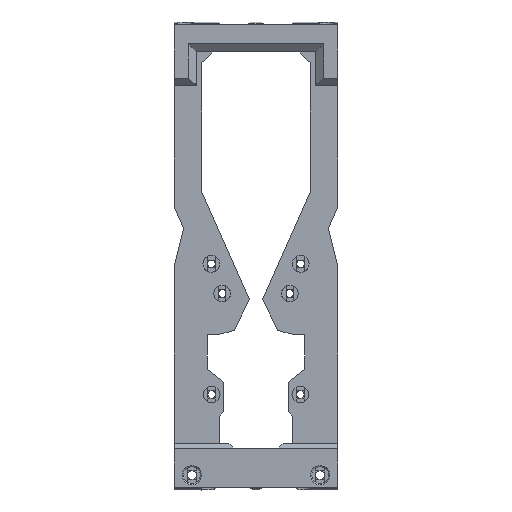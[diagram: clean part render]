
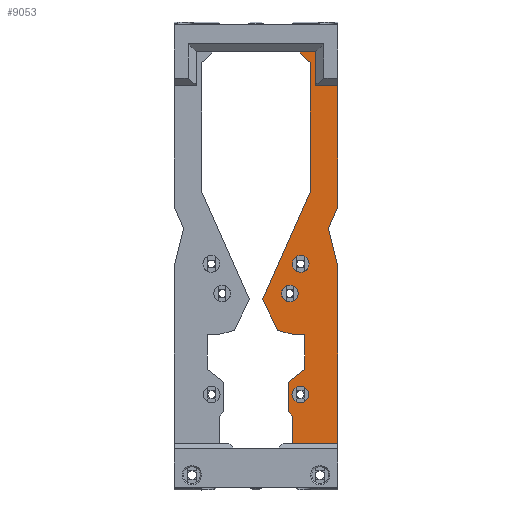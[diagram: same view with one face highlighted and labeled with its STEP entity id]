
A CAD part, front view. The second image highlights one B-rep face of the part: STEP entity #9053.
In plain terms, the highlighted face is planar.
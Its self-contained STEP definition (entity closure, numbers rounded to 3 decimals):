
#466=FACE_BOUND('',#1529,.T.);
#467=FACE_BOUND('',#1530,.T.);
#468=FACE_BOUND('',#1531,.T.);
#571=PLANE('',#9702);
#991=FACE_OUTER_BOUND('',#1528,.T.);
#1528=EDGE_LOOP('',(#6480,#6481,#6482,#6483,#6484,#6485,#6486,#6487,#6488,
#6489,#6490,#6491,#6492,#6493,#6494,#6495,#6496,#6497,#6498));
#1529=EDGE_LOOP('',(#6499));
#1530=EDGE_LOOP('',(#6500));
#1531=EDGE_LOOP('',(#6501));
#2076=LINE('',#13144,#2852);
#2122=LINE('',#13271,#2898);
#2125=LINE('',#13276,#2901);
#2127=LINE('',#13280,#2903);
#2129=LINE('',#13284,#2905);
#2162=LINE('',#13374,#2938);
#2164=LINE('',#13378,#2940);
#2169=LINE('',#13390,#2945);
#2170=LINE('',#13392,#2946);
#2171=LINE('',#13394,#2947);
#2172=LINE('',#13396,#2948);
#2173=LINE('',#13397,#2949);
#2174=LINE('',#13399,#2950);
#2175=LINE('',#13401,#2951);
#2176=LINE('',#13403,#2952);
#2177=LINE('',#13404,#2953);
#2178=LINE('',#13406,#2954);
#2179=LINE('',#13408,#2955);
#2180=LINE('',#13409,#2956);
#2852=VECTOR('',#10583,10.);
#2898=VECTOR('',#10709,10.);
#2901=VECTOR('',#10714,10.);
#2903=VECTOR('',#10718,10.);
#2905=VECTOR('',#10722,10.);
#2938=VECTOR('',#10797,10.);
#2940=VECTOR('',#10801,10.);
#2945=VECTOR('',#10810,10.);
#2946=VECTOR('',#10811,10.);
#2947=VECTOR('',#10812,10.);
#2948=VECTOR('',#10813,10.);
#2949=VECTOR('',#10814,10.);
#2950=VECTOR('',#10815,10.);
#2951=VECTOR('',#10816,10.);
#2952=VECTOR('',#10817,10.);
#2953=VECTOR('',#10818,10.);
#2954=VECTOR('',#10819,10.);
#2955=VECTOR('',#10820,10.);
#2956=VECTOR('',#10821,10.);
#3638=CIRCLE('',#9668,3.1);
#3650=CIRCLE('',#9703,3.1);
#3651=CIRCLE('',#9704,3.1);
#3971=VERTEX_POINT('',#13140);
#3973=VERTEX_POINT('',#13143);
#4001=VERTEX_POINT('',#13233);
#4013=VERTEX_POINT('',#13268);
#4014=VERTEX_POINT('',#13270);
#4015=VERTEX_POINT('',#13274);
#4016=VERTEX_POINT('',#13278);
#4017=VERTEX_POINT('',#13282);
#4052=VERTEX_POINT('',#13371);
#4053=VERTEX_POINT('',#13373);
#4054=VERTEX_POINT('',#13377);
#4059=VERTEX_POINT('',#13389);
#4060=VERTEX_POINT('',#13391);
#4061=VERTEX_POINT('',#13393);
#4062=VERTEX_POINT('',#13395);
#4063=VERTEX_POINT('',#13398);
#4064=VERTEX_POINT('',#13400);
#4065=VERTEX_POINT('',#13402);
#4066=VERTEX_POINT('',#13405);
#4067=VERTEX_POINT('',#13407);
#4068=VERTEX_POINT('',#13410);
#4069=VERTEX_POINT('',#13412);
#4875=EDGE_CURVE('',#3973,#3971,#2076,.F.);
#4919=EDGE_CURVE('',#4001,#4001,#3638,.T.);
#4937=EDGE_CURVE('',#4014,#4013,#2122,.T.);
#4940=EDGE_CURVE('',#4013,#4015,#2125,.F.);
#4942=EDGE_CURVE('',#4015,#4016,#2127,.T.);
#4944=EDGE_CURVE('',#4016,#4017,#2129,.T.);
#4986=EDGE_CURVE('',#4053,#4052,#2162,.T.);
#4988=EDGE_CURVE('',#4054,#4053,#2164,.F.);
#4994=EDGE_CURVE('',#4017,#4059,#2169,.F.);
#4995=EDGE_CURVE('',#4060,#4059,#2170,.F.);
#4996=EDGE_CURVE('',#4061,#4060,#2171,.T.);
#4997=EDGE_CURVE('',#4062,#4061,#2172,.F.);
#4998=EDGE_CURVE('',#4062,#3973,#2173,.T.);
#4999=EDGE_CURVE('',#3971,#4063,#2174,.F.);
#5000=EDGE_CURVE('',#4063,#4064,#2175,.F.);
#5001=EDGE_CURVE('',#4064,#4065,#2176,.F.);
#5002=EDGE_CURVE('',#4054,#4065,#2177,.T.);
#5003=EDGE_CURVE('',#4052,#4066,#2178,.F.);
#5004=EDGE_CURVE('',#4066,#4067,#2179,.T.);
#5005=EDGE_CURVE('',#4067,#4014,#2180,.F.);
#5006=EDGE_CURVE('',#4068,#4068,#3650,.T.);
#5007=EDGE_CURVE('',#4069,#4069,#3651,.T.);
#6480=ORIENTED_EDGE('',*,*,#4940,.T.);
#6481=ORIENTED_EDGE('',*,*,#4942,.T.);
#6482=ORIENTED_EDGE('',*,*,#4944,.T.);
#6483=ORIENTED_EDGE('',*,*,#4994,.T.);
#6484=ORIENTED_EDGE('',*,*,#4995,.F.);
#6485=ORIENTED_EDGE('',*,*,#4996,.F.);
#6486=ORIENTED_EDGE('',*,*,#4997,.F.);
#6487=ORIENTED_EDGE('',*,*,#4998,.T.);
#6488=ORIENTED_EDGE('',*,*,#4875,.T.);
#6489=ORIENTED_EDGE('',*,*,#4999,.T.);
#6490=ORIENTED_EDGE('',*,*,#5000,.T.);
#6491=ORIENTED_EDGE('',*,*,#5001,.T.);
#6492=ORIENTED_EDGE('',*,*,#5002,.F.);
#6493=ORIENTED_EDGE('',*,*,#4988,.T.);
#6494=ORIENTED_EDGE('',*,*,#4986,.T.);
#6495=ORIENTED_EDGE('',*,*,#5003,.T.);
#6496=ORIENTED_EDGE('',*,*,#5004,.T.);
#6497=ORIENTED_EDGE('',*,*,#5005,.T.);
#6498=ORIENTED_EDGE('',*,*,#4937,.T.);
#6499=ORIENTED_EDGE('',*,*,#4919,.T.);
#6500=ORIENTED_EDGE('',*,*,#5006,.T.);
#6501=ORIENTED_EDGE('',*,*,#5007,.T.);
#9053=ADVANCED_FACE('',(#991,#466,#467,#468),#571,.T.);
#9668=AXIS2_PLACEMENT_3D('',#13234,#10677,#10678);
#9702=AXIS2_PLACEMENT_3D('',#13388,#10808,#10809);
#9703=AXIS2_PLACEMENT_3D('',#13411,#10822,#10823);
#9704=AXIS2_PLACEMENT_3D('',#13413,#10824,#10825);
#10583=DIRECTION('',(0.,1.,0.));
#10677=DIRECTION('center_axis',(0.,0.,
1.));
#10678=DIRECTION('ref_axis',(-1.,0.,0.));
#10709=DIRECTION('',(0.438,0.899,0.));
#10714=DIRECTION('',(-0.97,-0.244,0.));
#10718=DIRECTION('',(1.,0.,0.));
#10722=DIRECTION('',(0.,1.,0.));
#10797=DIRECTION('',(-1.,0.,0.));
#10801=DIRECTION('',(0.,1.,0.));
#10808=DIRECTION('center_axis',(0.,0.,
-1.));
#10809=DIRECTION('ref_axis',(1.,0.,0.));
#10810=DIRECTION('',(0.791,-0.612,0.));
#10811=DIRECTION('',(0.,1.,0.));
#10812=DIRECTION('',(-0.707,-0.707,0.));
#10813=DIRECTION('',(0.,1.,0.));
#10814=DIRECTION('',(1.,0.,0.));
#10815=DIRECTION('',(0.244,0.97,0.));
#10816=DIRECTION('',(-0.405,0.914,0.));
#10817=DIRECTION('',(0.,1.,0.));
#10818=DIRECTION('',(1.,0.,0.));
#10819=DIRECTION('',(-0.707,-0.707,0.));
#10820=DIRECTION('',(0.,1.,0.));
#10821=DIRECTION('',(0.405,-0.914,0.));
#10822=DIRECTION('center_axis',(0.,0.,
1.));
#10823=DIRECTION('ref_axis',(0.,1.,0.));
#10824=DIRECTION('center_axis',(0.,0.,
1.));
#10825=DIRECTION('ref_axis',(0.,1.,0.));
#13140=CARTESIAN_POINT('',(30.001,-91.52,-12.35));
#13143=CARTESIAN_POINT('',(30.001,-26.218,-12.35));
#13144=CARTESIAN_POINT('',(30.001,-95.051,-12.35));
#13233=CARTESIAN_POINT('',(19.494,-92.176,-12.35));
#13234=CARTESIAN_POINT('Origin',(16.394,-92.176,-12.35));
#13268=CARTESIAN_POINT('',(7.902,-67.717,-12.35));
#13270=CARTESIAN_POINT('',(2.393,-79.025,-12.35));
#13271=CARTESIAN_POINT('',(-0.459,-84.879,-12.35));
#13274=CARTESIAN_POINT('',(13.746,-66.243,-12.35));
#13276=CARTESIAN_POINT('',(-2.241,-70.274,-12.35));
#13278=CARTESIAN_POINT('',(17.87,-66.243,-12.35));
#13280=CARTESIAN_POINT('',(6.935,-66.243,-12.35));
#13282=CARTESIAN_POINT('',(17.87,-53.409,-12.35));
#13284=CARTESIAN_POINT('',(17.87,-95.051,-12.35));
#13371=CARTESIAN_POINT('',(15.87,-170.003,-12.35));
#13373=CARTESIAN_POINT('',(21.87,-170.003,-12.35));
#13374=CARTESIAN_POINT('',(-0.003,-170.001,-12.35));
#13377=CARTESIAN_POINT('',(21.87,-157.667,-12.35));
#13378=CARTESIAN_POINT('',(21.87,-129.443,-12.35));
#13388=CARTESIAN_POINT('Origin',(0.001,-95.051,
-12.35));
#13389=CARTESIAN_POINT('',(11.87,-48.761,-12.35));
#13390=CARTESIAN_POINT('',(26.741,-60.281,-12.35));
#13391=CARTESIAN_POINT('',(11.87,-37.831,-12.35));
#13392=CARTESIAN_POINT('',(11.87,-100.853,-12.35));
#13393=CARTESIAN_POINT('',(13.483,-36.218,-12.35));
#13394=CARTESIAN_POINT('',(-4.999,-54.7,-12.35));
#13395=CARTESIAN_POINT('',(13.483,-26.218,-12.35));
#13396=CARTESIAN_POINT('',(13.483,-95.051,-12.35));
#13397=CARTESIAN_POINT('',(0.001,-26.218,-12.35));
#13398=CARTESIAN_POINT('',(26.56,-105.169,-12.35));
#13399=CARTESIAN_POINT('',(26.965,-103.56,-12.35));
#13400=CARTESIAN_POINT('',(30.001,-112.933,-12.35));
#13401=CARTESIAN_POINT('',(26.155,-104.256,-12.35));
#13402=CARTESIAN_POINT('',(30.001,-157.667,-12.35));
#13403=CARTESIAN_POINT('',(30.001,-95.051,-12.35));
#13404=CARTESIAN_POINT('',(0.001,-157.667,-12.35));
#13405=CARTESIAN_POINT('',(19.87,-166.003,-12.35));
#13406=CARTESIAN_POINT('',(31.64,-154.234,-12.35));
#13407=CARTESIAN_POINT('',(19.87,-118.456,-12.35));
#13408=CARTESIAN_POINT('',(19.87,-95.051,-12.35));
#13409=CARTESIAN_POINT('',(11.328,-99.183,-12.35));
#13410=CARTESIAN_POINT('',(12.423,-84.371,-12.35));
#13411=CARTESIAN_POINT('Origin',(12.423,-81.271,-12.35));
#13412=CARTESIAN_POINT('',(16.305,-47.285,-12.35));
#13413=CARTESIAN_POINT('Origin',(16.305,-44.185,-12.35));
